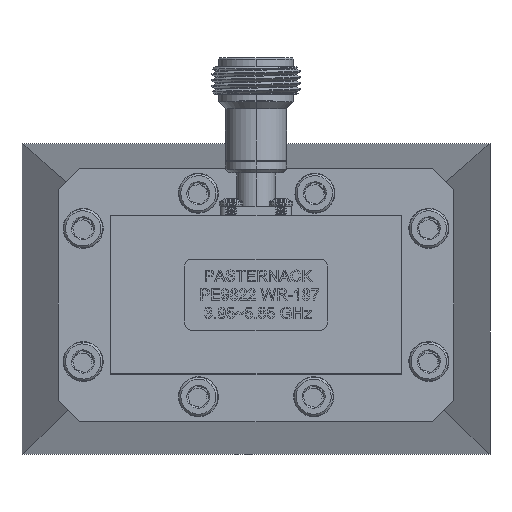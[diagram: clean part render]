
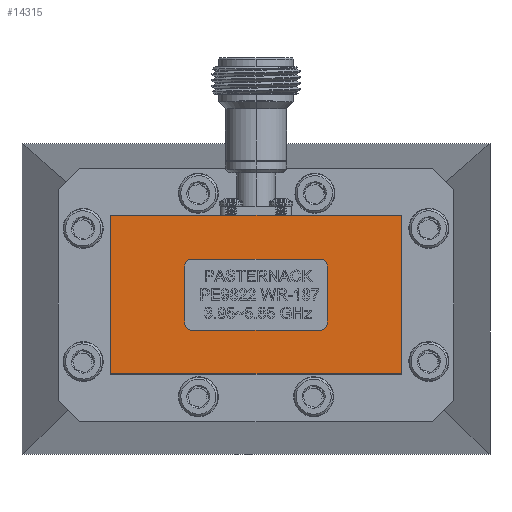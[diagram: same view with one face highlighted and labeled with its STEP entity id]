
A CAD part, top view. The second image highlights one B-rep face of the part: STEP entity #14315.
In plain terms, the highlighted face is planar.
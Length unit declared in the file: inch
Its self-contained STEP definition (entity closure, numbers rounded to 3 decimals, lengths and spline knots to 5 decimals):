
#522 = VERTEX_POINT ( 'NONE', #10809 ) ;
#1251 = DIRECTION ( 'NONE',  ( -1., 0., 0. ) ) ;
#1277 = CARTESIAN_POINT ( 'NONE',  ( -1.0205, -0.556, -1.88 ) ) ;
#2166 = ORIENTED_EDGE ( 'NONE', *, *, #17971, .T. ) ;
#3736 = LINE ( 'NONE', #14037, #12797 ) ;
#3841 = CARTESIAN_POINT ( 'NONE',  ( 1.0205, -0.556, -1.88 ) ) ;
#4048 = ORIENTED_EDGE ( 'NONE', *, *, #19607, .T. ) ;
#4320 = LINE ( 'NONE', #22952, #18105 ) ;
#4337 = EDGE_CURVE ( 'NONE', #17532, #22987, #35655, .T. ) ;
#4784 = PLANE ( 'NONE',  #10436 ) ;
#6735 = EDGE_CURVE ( 'NONE', #22987, #522, #3736, .T. ) ;
#6909 = CARTESIAN_POINT ( 'NONE',  ( 1.0205, -0.556, -1.88 ) ) ;
#7910 = LINE ( 'NONE', #1277, #17370 ) ;
#9224 = EDGE_LOOP ( 'NONE', ( #13443, #2166, #4048, #11315 ) ) ;
#9753 = CARTESIAN_POINT ( 'NONE',  ( 3.57475, -0.556, -1.88 ) ) ;
#9848 = FACE_OUTER_BOUND ( 'NONE', #9224, .T. ) ;
#9925 = VERTEX_POINT ( 'NONE', #12188 ) ;
#10436 = AXIS2_PLACEMENT_3D ( 'NONE', #9753, #18282, #18404 ) ;
#10809 = CARTESIAN_POINT ( 'NONE',  ( -1.0205, 0.556, -1.88 ) ) ;
#11315 = ORIENTED_EDGE ( 'NONE', *, *, #6735, .F. ) ;
#12188 = CARTESIAN_POINT ( 'NONE',  ( -1.0205, -0.556, -1.88 ) ) ;
#12797 = VECTOR ( 'NONE', #14282, 39.37008 ) ;
#13443 = ORIENTED_EDGE ( 'NONE', *, *, #4337, .F. ) ;
#14037 = CARTESIAN_POINT ( 'NONE',  ( 3.57475, 0.556, -1.88 ) ) ;
#14282 = DIRECTION ( 'NONE',  ( -1., 0., 0. ) ) ;
#14315 = ADVANCED_FACE ( 'NONE', ( #9848 ), #4784, .F. ) ;
#17370 = VECTOR ( 'NONE', #26123, 39.37008 ) ;
#17532 = VERTEX_POINT ( 'NONE', #3841 ) ;
#17971 = EDGE_CURVE ( 'NONE', #17532, #9925, #4320, .T. ) ;
#18105 = VECTOR ( 'NONE', #1251, 39.37008 ) ;
#18273 = CARTESIAN_POINT ( 'NONE',  ( 1.0205, 0.556, -1.88 ) ) ;
#18282 = DIRECTION ( 'NONE',  ( 0., 0., 1. ) ) ;
#18404 = DIRECTION ( 'NONE',  ( 1., 0., 0. ) ) ;
#19607 = EDGE_CURVE ( 'NONE', #9925, #522, #7910, .T. ) ;
#21832 = VECTOR ( 'NONE', #23668, 39.37008 ) ;
#22952 = CARTESIAN_POINT ( 'NONE',  ( 3.57475, -0.556, -1.88 ) ) ;
#22987 = VERTEX_POINT ( 'NONE', #18273 ) ;
#23668 = DIRECTION ( 'NONE',  ( 0., 1., 0. ) ) ;
#26123 = DIRECTION ( 'NONE',  ( 0., 1., 0. ) ) ;
#35655 = LINE ( 'NONE', #6909, #21832 ) ;
